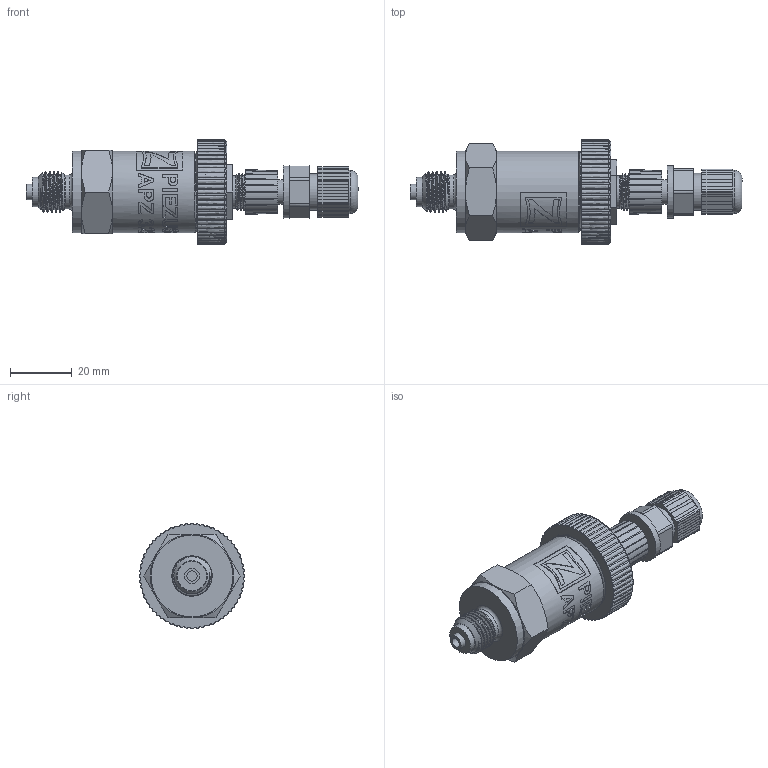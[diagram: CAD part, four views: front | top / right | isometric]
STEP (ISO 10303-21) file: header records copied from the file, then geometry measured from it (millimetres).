
FILE_DESCRIPTION(/* description */ (''),/* implementation_level */ '2;1');
FILE_NAME(/* name */ 'APZ3230_G1''4EN_M12x1-straight.step',/* time_stamp */ '2021-06-24T09:58:18+03:00',/* author */ (''),/* organization */ (''),/* preprocessor_version */ 'ST-DEVELOPER v18.1',/* originating_system */ 'Autodesk Translation Framework v10.9.0.1377',/* authorisation */ '');
FILE_SCHEMA (('AUTOMOTIVE_DESIGN { 1 0 10303 214 3 1 1 }'));
Products named in the file (6): APZ3230_G1'4EN_M12x1-straight; G 1/4 EN; OMAL nut M27x1.5 v8; M12x1 male v16; Ш100.000.002 v4; M12x1 female straight v9
Assembly tree (5 placements, depth 2):
  APZ3230_G1'4EN_M12x1-straight
    G 1/4 EN
    OMAL nut M27x1.5 v8
    M12x1 male v16
    Ш100.000.002 v4
    M12x1 female straight v9
Bounding box: 107.55 x 34 x 34 mm (x, y, z)
Volume: 40271.1 mm3; surface area: 17779.7 mm2
Topology: 16 solids, 16 shells, 935 faces, 2603 edges, 1742 vertices
Faces by surface type: bspline 478, plane 266, cylinder 137, cone 48, torus 6
Full cylindrical faces by diameter (mm): 1 x12, 1.5 x4, 3.3 x1, 5 x1, 7.3 x1, 8 x3, 8.2 x1, 9.5 x1, 10.293 x1, 10.6 x2, 10.741 x6, 11 x1, 11.445 x4, 11.884 x5, 12 x1, 14 x2, 14.137 x4, 14.526 x3, 15.85 x3, 16.203 x3, 17 x1, 21.4 x2, 22.3 x1, 22.4 x1, 24.5 x1, 25.132 x4, 25.526 x4, 26.5 x5, 27.208 x5
Entity records: 66756 total; most frequent: CARTESIAN_POINT 45689, ORIENTED_EDGE 5206, DIRECTION 2850, EDGE_CURVE 2603, VERTEX_POINT 1742, LINE 1186, VECTOR 1186, B_SPLINE_CURVE_WITH_KNOTS 1028
